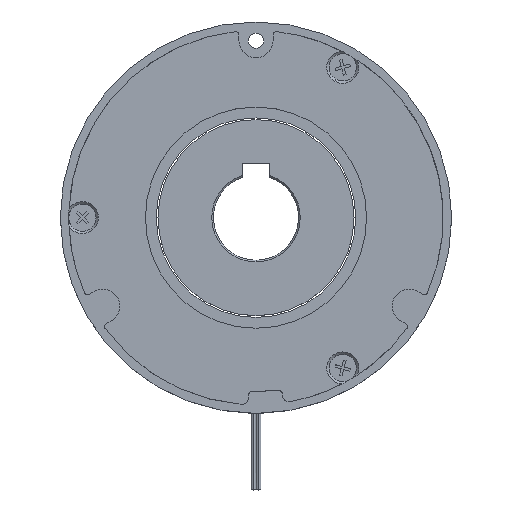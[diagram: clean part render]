
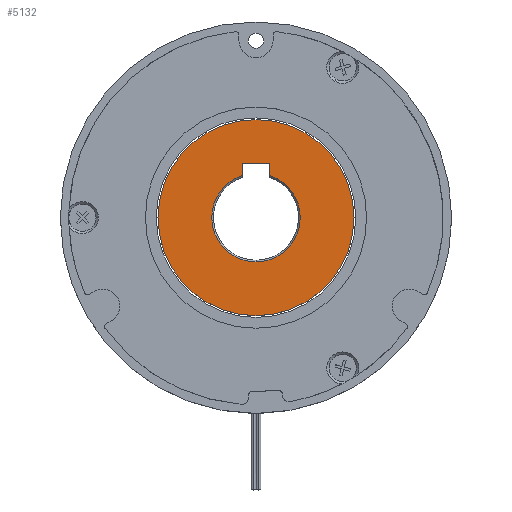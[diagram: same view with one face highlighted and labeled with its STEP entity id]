
A CAD part, top view. The second image highlights one B-rep face of the part: STEP entity #5132.
In plain terms, the highlighted planar face has unit normal (0, 0, 1).
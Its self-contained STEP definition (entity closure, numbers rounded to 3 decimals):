
#5 = ORIENTED_EDGE ( 'NONE', *, *, #3576, .T. ) ;
#22 = CARTESIAN_POINT ( 'NONE',  ( 13., 0., 28. ) ) ;
#271 = VECTOR ( 'NONE', #2010, 1000. ) ;
#288 = CARTESIAN_POINT ( 'NONE',  ( 0., 0., 28. ) ) ;
#305 = DIRECTION ( 'NONE',  ( -1., 0., 0. ) ) ;
#324 = CIRCLE ( 'NONE', #5155, 13. ) ;
#388 = CARTESIAN_POINT ( 'NONE',  ( 0., 0., 28. ) ) ;
#456 = VECTOR ( 'NONE', #4286, 1000. ) ;
#506 = ORIENTED_EDGE ( 'NONE', *, *, #606, .T. ) ;
#606 = EDGE_CURVE ( 'NONE', #5852, #931, #3105, .T. ) ;
#722 = VERTEX_POINT ( 'NONE', #5651 ) ;
#815 = CARTESIAN_POINT ( 'NONE',  ( 28.8, 0., 28. ) ) ;
#890 = DIRECTION ( 'NONE',  ( -1., 0., 0. ) ) ;
#931 = VERTEX_POINT ( 'NONE', #2242 ) ;
#951 = EDGE_LOOP ( 'NONE', ( #5467, #1132 ) ) ;
#996 = AXIS2_PLACEMENT_3D ( 'NONE', #288, #3927, #305 ) ;
#1116 = CARTESIAN_POINT ( 'NONE',  ( 4., 11.843, 28. ) ) ;
#1132 = ORIENTED_EDGE ( 'NONE', *, *, #1865, .F. ) ;
#1309 = FACE_BOUND ( 'NONE', #2900, .T. ) ;
#1345 = CARTESIAN_POINT ( 'NONE',  ( 0., 0., 28. ) ) ;
#1513 = CARTESIAN_POINT ( 'NONE',  ( 4., 15.8, 28. ) ) ;
#1521 = FACE_OUTER_BOUND ( 'NONE', #951, .T. ) ;
#1590 = VERTEX_POINT ( 'NONE', #4200 ) ;
#1646 = EDGE_CURVE ( 'NONE', #722, #4405, #5777, .T. ) ;
#1722 = VERTEX_POINT ( 'NONE', #3421 ) ;
#1765 = ORIENTED_EDGE ( 'NONE', *, *, #4541, .F. ) ;
#1865 = EDGE_CURVE ( 'NONE', #3673, #1722, #2780, .T. ) ;
#1951 = AXIS2_PLACEMENT_3D ( 'NONE', #1345, #3114, #3141 ) ;
#2010 = DIRECTION ( 'NONE',  ( 0., -1., 0. ) ) ;
#2091 = VECTOR ( 'NONE', #890, 1000. ) ;
#2092 = DIRECTION ( 'NONE',  ( -1., 0., 0. ) ) ;
#2242 = CARTESIAN_POINT ( 'NONE',  ( -13., 0., 28. ) ) ;
#2267 = DIRECTION ( 'NONE',  ( 0., 0., -1. ) ) ;
#2348 = ORIENTED_EDGE ( 'NONE', *, *, #2503, .T. ) ;
#2494 = AXIS2_PLACEMENT_3D ( 'NONE', #388, #4005, #3580 ) ;
#2503 = EDGE_CURVE ( 'NONE', #931, #4405, #324, .T. ) ;
#2572 = DIRECTION ( 'NONE',  ( 0., 0., -1. ) ) ;
#2596 = CIRCLE ( 'NONE', #1951, 13. ) ;
#2607 = CARTESIAN_POINT ( 'NONE',  ( 0., 0., 28. ) ) ;
#2708 = CARTESIAN_POINT ( 'NONE',  ( 0., 0., 28. ) ) ;
#2780 = CIRCLE ( 'NONE', #996, 28.8 ) ;
#2841 = ORIENTED_EDGE ( 'NONE', *, *, #4916, .F. ) ;
#2900 = EDGE_LOOP ( 'NONE', ( #2841, #5, #506, #2348, #3909, #1765 ) ) ;
#3105 = CIRCLE ( 'NONE', #5738, 13. ) ;
#3114 = DIRECTION ( 'NONE',  ( 0., 0., -1. ) ) ;
#3141 = DIRECTION ( 'NONE',  ( -1., 0., 0. ) ) ;
#3421 = CARTESIAN_POINT ( 'NONE',  ( -28.8, 0., 28. ) ) ;
#3432 = EDGE_CURVE ( 'NONE', #1722, #3673, #3674, .T. ) ;
#3437 = CARTESIAN_POINT ( 'NONE',  ( -4., 11.843, 28. ) ) ;
#3576 = EDGE_CURVE ( 'NONE', #1590, #5852, #2596, .T. ) ;
#3580 = DIRECTION ( 'NONE',  ( -1., 0., 0. ) ) ;
#3673 = VERTEX_POINT ( 'NONE', #815 ) ;
#3674 = CIRCLE ( 'NONE', #5120, 28.8 ) ;
#3909 = ORIENTED_EDGE ( 'NONE', *, *, #1646, .F. ) ;
#3927 = DIRECTION ( 'NONE',  ( 0., 0., -1. ) ) ;
#4005 = DIRECTION ( 'NONE',  ( 0., 0., -1. ) ) ;
#4200 = CARTESIAN_POINT ( 'NONE',  ( 4., 12.369, 28. ) ) ;
#4286 = DIRECTION ( 'NONE',  ( 0., 1., 0. ) ) ;
#4368 = LINE ( 'NONE', #1116, #456 ) ;
#4405 = VERTEX_POINT ( 'NONE', #5209 ) ;
#4462 = CARTESIAN_POINT ( 'NONE',  ( 0., 0., 28. ) ) ;
#4541 = EDGE_CURVE ( 'NONE', #5474, #722, #5743, .T. ) ;
#4916 = EDGE_CURVE ( 'NONE', #1590, #5474, #4368, .T. ) ;
#4951 = DIRECTION ( 'NONE',  ( -1., 0., 0. ) ) ;
#5120 = AXIS2_PLACEMENT_3D ( 'NONE', #2607, #2572, #2092 ) ;
#5132 = ADVANCED_FACE ( 'NONE', ( #1521, #1309 ), #5314, .F. ) ;
#5155 = AXIS2_PLACEMENT_3D ( 'NONE', #4462, #5831, #5363 ) ;
#5184 = CARTESIAN_POINT ( 'NONE',  ( -4., 15.8, 28. ) ) ;
#5209 = CARTESIAN_POINT ( 'NONE',  ( -4., 12.369, 28. ) ) ;
#5314 = PLANE ( 'NONE',  #2494 ) ;
#5363 = DIRECTION ( 'NONE',  ( -1., 0., 0. ) ) ;
#5467 = ORIENTED_EDGE ( 'NONE', *, *, #3432, .F. ) ;
#5474 = VERTEX_POINT ( 'NONE', #1513 ) ;
#5651 = CARTESIAN_POINT ( 'NONE',  ( -4., 15.8, 28. ) ) ;
#5738 = AXIS2_PLACEMENT_3D ( 'NONE', #2708, #2267, #4951 ) ;
#5743 = LINE ( 'NONE', #5184, #2091 ) ;
#5777 = LINE ( 'NONE', #3437, #271 ) ;
#5831 = DIRECTION ( 'NONE',  ( 0., 0., -1. ) ) ;
#5852 = VERTEX_POINT ( 'NONE', #22 ) ;
